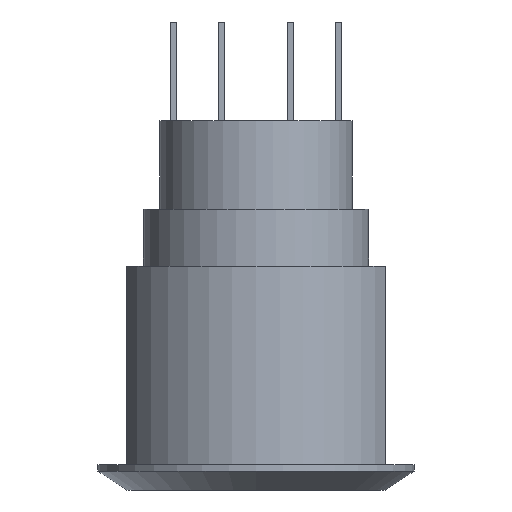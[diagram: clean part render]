
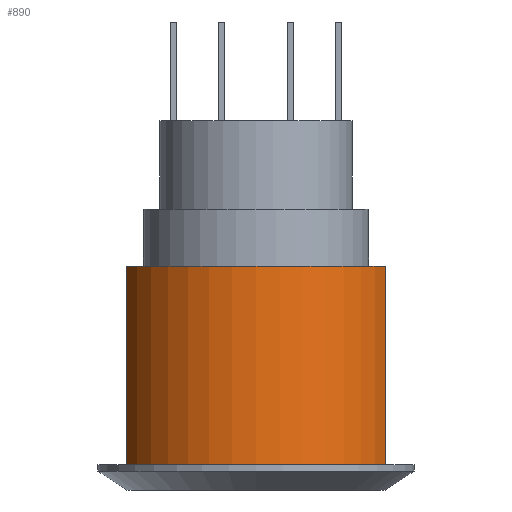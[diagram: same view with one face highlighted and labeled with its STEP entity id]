
A CAD part, front view. The second image highlights one B-rep face of the part: STEP entity #890.
In plain terms, the highlighted cylindrical face has radius 11 mm (diameter 22 mm), a partial arc.
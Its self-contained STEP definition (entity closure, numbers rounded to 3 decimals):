
#49 = EDGE_CURVE ( 'NONE', #325, #624, #97, .T. ) ;
#51 = CARTESIAN_POINT ( 'NONE',  ( 0., 0., 17.7 ) ) ;
#71 = AXIS2_PLACEMENT_3D ( 'NONE', #1950, #1255, #772 ) ;
#72 = CARTESIAN_POINT ( 'NONE',  ( 0., 0., 2. ) ) ;
#97 = LINE ( 'NONE', #263, #615 ) ;
#123 = DIRECTION ( 'NONE',  ( 0., 0., -1. ) ) ;
#211 = ORIENTED_EDGE ( 'NONE', *, *, #1459, .T. ) ;
#232 = EDGE_CURVE ( 'NONE', #316, #805, #2036, .T. ) ;
#263 = CARTESIAN_POINT ( 'NONE',  ( 10.25, -3.992, 2. ) ) ;
#279 = ORIENTED_EDGE ( 'NONE', *, *, #431, .T. ) ;
#316 = VERTEX_POINT ( 'NONE', #898 ) ;
#325 = VERTEX_POINT ( 'NONE', #865 ) ;
#431 = EDGE_CURVE ( 'NONE', #805, #325, #1995, .T. ) ;
#518 = CARTESIAN_POINT ( 'NONE',  ( -10.25, -3.992, 2. ) ) ;
#569 = AXIS2_PLACEMENT_3D ( 'NONE', #72, #1279, #1751 ) ;
#591 = FACE_OUTER_BOUND ( 'NONE', #953, .T. ) ;
#615 = VECTOR ( 'NONE', #1781, 1000. ) ;
#624 = VERTEX_POINT ( 'NONE', #1961 ) ;
#653 = CIRCLE ( 'NONE', #1525, 11. ) ;
#748 = CYLINDRICAL_SURFACE ( 'NONE', #569, 11. ) ;
#772 = DIRECTION ( 'NONE',  ( 1., 0., 0. ) ) ;
#805 = VERTEX_POINT ( 'NONE', #518 ) ;
#847 = ORIENTED_EDGE ( 'NONE', *, *, #232, .T. ) ;
#865 = CARTESIAN_POINT ( 'NONE',  ( 10.25, -3.992, 2. ) ) ;
#890 = ADVANCED_FACE ( 'NONE', ( #591 ), #748, .T. ) ;
#898 = CARTESIAN_POINT ( 'NONE',  ( -10.25, -3.992, 17.7 ) ) ;
#953 = EDGE_LOOP ( 'NONE', ( #2139, #211, #847, #279 ) ) ;
#972 = VECTOR ( 'NONE', #123, 1000. ) ;
#1095 = DIRECTION ( 'NONE',  ( 0., 0., -1. ) ) ;
#1255 = DIRECTION ( 'NONE',  ( 0., 0., 1. ) ) ;
#1279 = DIRECTION ( 'NONE',  ( 0., 0., 1. ) ) ;
#1284 = DIRECTION ( 'NONE',  ( 1., 0., 0. ) ) ;
#1356 = CARTESIAN_POINT ( 'NONE',  ( -10.25, -3.992, 2. ) ) ;
#1459 = EDGE_CURVE ( 'NONE', #624, #316, #653, .T. ) ;
#1525 = AXIS2_PLACEMENT_3D ( 'NONE', #51, #1095, #1284 ) ;
#1751 = DIRECTION ( 'NONE',  ( 1., 0., 0. ) ) ;
#1781 = DIRECTION ( 'NONE',  ( 0., 0., 1. ) ) ;
#1950 = CARTESIAN_POINT ( 'NONE',  ( 0., 0., 2. ) ) ;
#1961 = CARTESIAN_POINT ( 'NONE',  ( 10.25, -3.992, 17.7 ) ) ;
#1995 = CIRCLE ( 'NONE', #71, 11. ) ;
#2036 = LINE ( 'NONE', #1356, #972 ) ;
#2139 = ORIENTED_EDGE ( 'NONE', *, *, #49, .T. ) ;
